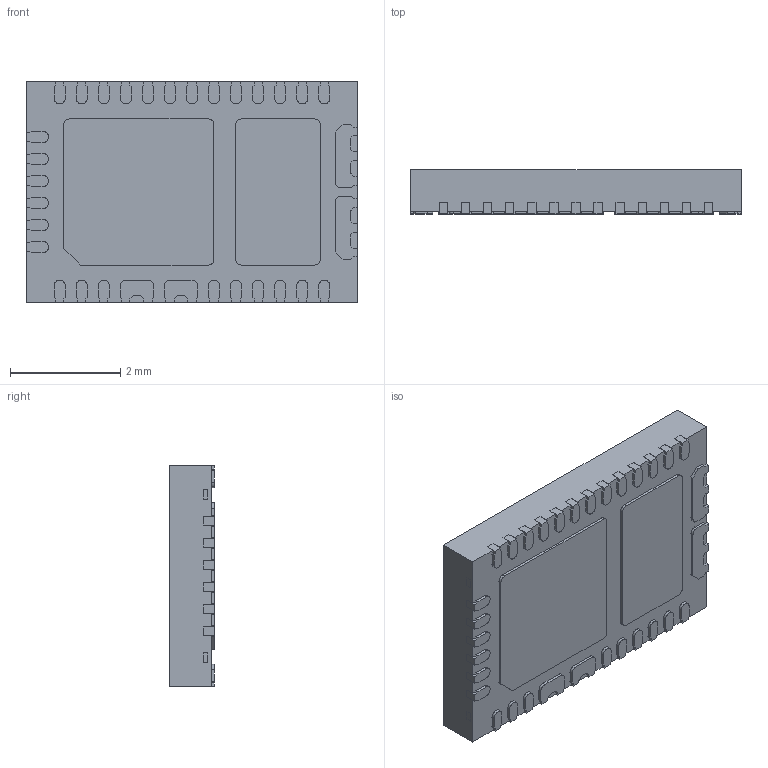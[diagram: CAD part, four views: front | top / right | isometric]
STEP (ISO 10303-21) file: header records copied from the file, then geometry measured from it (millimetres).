
FILE_DESCRIPTION (( 'STEP AP214' ), '1' );
FILE_NAME ('TPS25750DRJKR.STEP', '2023-06-13T06:09:04', ( '' ), ( '' ), 'SwSTEP 2.0', 'SolidWorks 2021', '' );
FILE_SCHEMA (( 'AUTOMOTIVE_DESIGN' ));
Length unit declared in the file: millimetre
Products named in the file (1): TPS25750DRJKR
Bounding box: 6 x 0.8 x 4 mm (x, y, z)
Volume: 18.7 mm3; surface area: 112 mm2
Topology: 40 solids, 40 shells, 789 faces, 2106 edges, 1404 vertices
Faces by surface type: plane 677, cylinder 112
Entity records: 24649 total; most frequent: CARTESIAN_POINT 4300, ORIENTED_EDGE 4212, DIRECTION 3910, EDGE_CURVE 2106, LINE 1882, VECTOR 1882, VERTEX_POINT 1404, AXIS2_PLACEMENT_3D 1014
